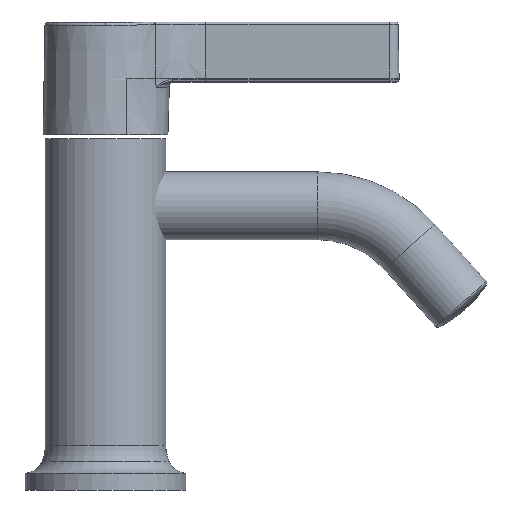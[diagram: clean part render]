
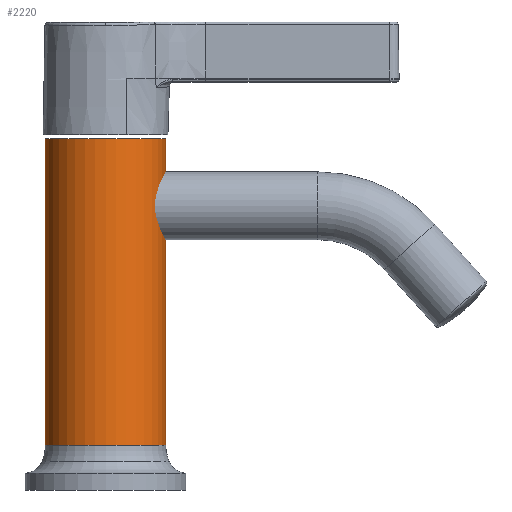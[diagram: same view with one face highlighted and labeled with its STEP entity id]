
A CAD part, left-side view. The second image highlights one B-rep face of the part: STEP entity #2220.
In plain terms, the highlighted cylindrical face has radius 18 mm (diameter 36 mm), a partial arc.
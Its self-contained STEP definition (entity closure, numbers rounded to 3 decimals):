
#4 = CARTESIAN_POINT ( 'NONE',  ( 0., 13.4, 0. ) ) ;
#72 = EDGE_CURVE ( 'NONE', #2799, #3282, #1231, .T. ) ;
#114 = ORIENTED_EDGE ( 'NONE', *, *, #2286, .F. ) ;
#146 = DIRECTION ( 'NONE',  ( 0., 0., -1. ) ) ;
#199 = EDGE_CURVE ( 'NONE', #2799, #2069, #1025, .T. ) ;
#258 = ORIENTED_EDGE ( 'NONE', *, *, #1397, .T. ) ;
#279 = VECTOR ( 'NONE', #1091, 1000. ) ;
#503 = DIRECTION ( 'NONE',  ( 0., -1., 0. ) ) ;
#626 = CARTESIAN_POINT ( 'NONE',  ( 0., 0., -18. ) ) ;
#709 = DIRECTION ( 'NONE',  ( 0., 0., -1. ) ) ;
#742 = EDGE_LOOP ( 'NONE', ( #1600, #983, #258, #114 ) ) ;
#923 = CARTESIAN_POINT ( 'NONE',  ( 0., 105., -18. ) ) ;
#983 = ORIENTED_EDGE ( 'NONE', *, *, #199, .T. ) ;
#1025 = CIRCLE ( 'NONE', #1303, 18. ) ;
#1091 = DIRECTION ( 'NONE',  ( 0., -1., 0. ) ) ;
#1225 = CARTESIAN_POINT ( 'NONE',  ( 0., 0., 0. ) ) ;
#1231 = LINE ( 'NONE', #2848, #1718 ) ;
#1274 = DIRECTION ( 'NONE',  ( 0., -1., 0. ) ) ;
#1303 = AXIS2_PLACEMENT_3D ( 'NONE', #3075, #1274, #709 ) ;
#1337 = CARTESIAN_POINT ( 'NONE',  ( 0., 13.4, 18. ) ) ;
#1397 = EDGE_CURVE ( 'NONE', #2069, #1778, #1850, .T. ) ;
#1512 = FACE_OUTER_BOUND ( 'NONE', #742, .T. ) ;
#1600 = ORIENTED_EDGE ( 'NONE', *, *, #72, .F. ) ;
#1620 = AXIS2_PLACEMENT_3D ( 'NONE', #4, #2920, #2337 ) ;
#1718 = VECTOR ( 'NONE', #503, 1000. ) ;
#1741 = CIRCLE ( 'NONE', #1620, 18. ) ;
#1778 = VERTEX_POINT ( 'NONE', #2569 ) ;
#1850 = LINE ( 'NONE', #626, #279 ) ;
#2031 = CYLINDRICAL_SURFACE ( 'NONE', #2866, 18. ) ;
#2069 = VERTEX_POINT ( 'NONE', #923 ) ;
#2220 = ADVANCED_FACE ( 'NONE', ( #1512 ), #2031, .T. ) ;
#2286 = EDGE_CURVE ( 'NONE', #3282, #1778, #1741, .T. ) ;
#2337 = DIRECTION ( 'NONE',  ( 0., 0., -1. ) ) ;
#2383 = CARTESIAN_POINT ( 'NONE',  ( 0., 105., 18. ) ) ;
#2569 = CARTESIAN_POINT ( 'NONE',  ( 0., 13.4, -18. ) ) ;
#2799 = VERTEX_POINT ( 'NONE', #2383 ) ;
#2848 = CARTESIAN_POINT ( 'NONE',  ( 0., 0., 18. ) ) ;
#2866 = AXIS2_PLACEMENT_3D ( 'NONE', #1225, #3106, #146 ) ;
#2920 = DIRECTION ( 'NONE',  ( 0., -1., 0. ) ) ;
#3075 = CARTESIAN_POINT ( 'NONE',  ( 0., 105., 0. ) ) ;
#3106 = DIRECTION ( 'NONE',  ( 0., -1., 0. ) ) ;
#3282 = VERTEX_POINT ( 'NONE', #1337 ) ;
